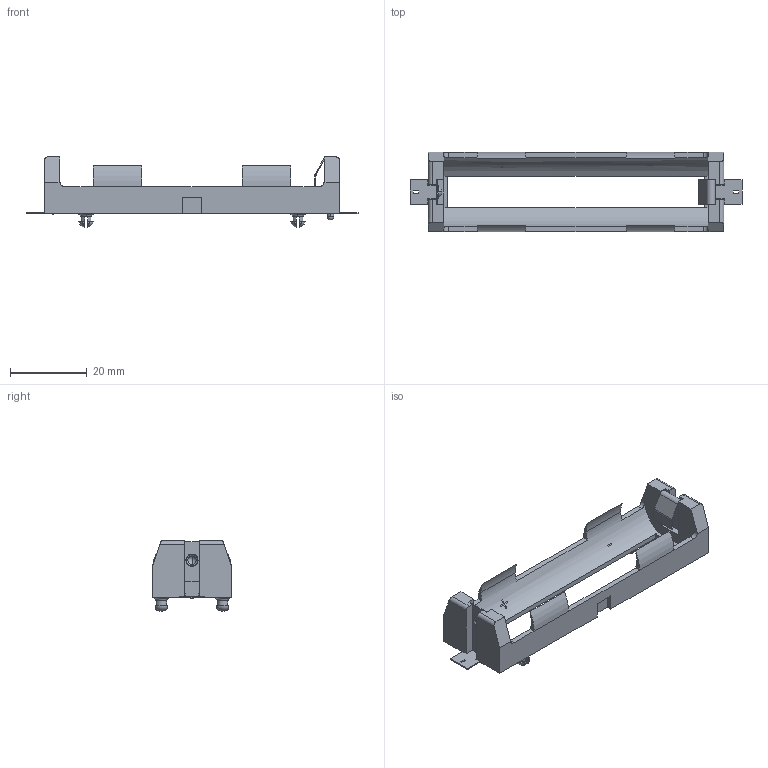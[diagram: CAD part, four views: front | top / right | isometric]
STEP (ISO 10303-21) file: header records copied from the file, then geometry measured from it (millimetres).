
FILE_DESCRIPTION(('FreeCAD Model'),'2;1');
FILE_NAME('Open CASCADE Shape Model','2025-02-21T20:44:13',(''),(''), 'Open CASCADE STEP processor 7.8','FreeCAD','Unknown');
FILE_SCHEMA(('AUTOMOTIVE_DESIGN { 1 0 10303 214 1 1 1 1 }'));
Length unit declared in the file: millimetre
Products named in the file (4): 18650_LI-ON_Battery_Holder_1042P; 18650_LI-ON_Battery_Holder_1042P_Base_Varsayilan; 18650_LI-ON_Battery_Holder_1042P_Polarized_Contact_Varsayilan; 18650_LI-ON_Battery_Holder_1042P_Leaf_Spring_Contact_Varsayilan
Assembly tree (3 placements, depth 2):
  18650_LI-ON_Battery_Holder_1042P
    18650_LI-ON_Battery_Holder_1042P_Base_Varsayilan
    18650_LI-ON_Battery_Holder_1042P_Polarized_Contact_Varsayilan
    18650_LI-ON_Battery_Holder_1042P_Leaf_Spring_Contact_Varsayilan
Bounding box: 86.56 x 20.65 x 18.28 mm (x, y, z)
Volume: 5757.2 mm3; surface area: 6280.6 mm2
Topology: 3 solids, 3 shells, 217 faces, 608 edges, 397 vertices
Faces by surface type: plane 139, cylinder 42, bspline 16, torus 10, sphere 6, revolution 4
Entity records: 7437 total; most frequent: CARTESIAN_POINT 1853, ORIENTED_EDGE 1212, DIRECTION 1054, EDGE_CURVE 606, LINE 400, VECTOR 400, VERTEX_POINT 397, AXIS2_PLACEMENT_3D 325
